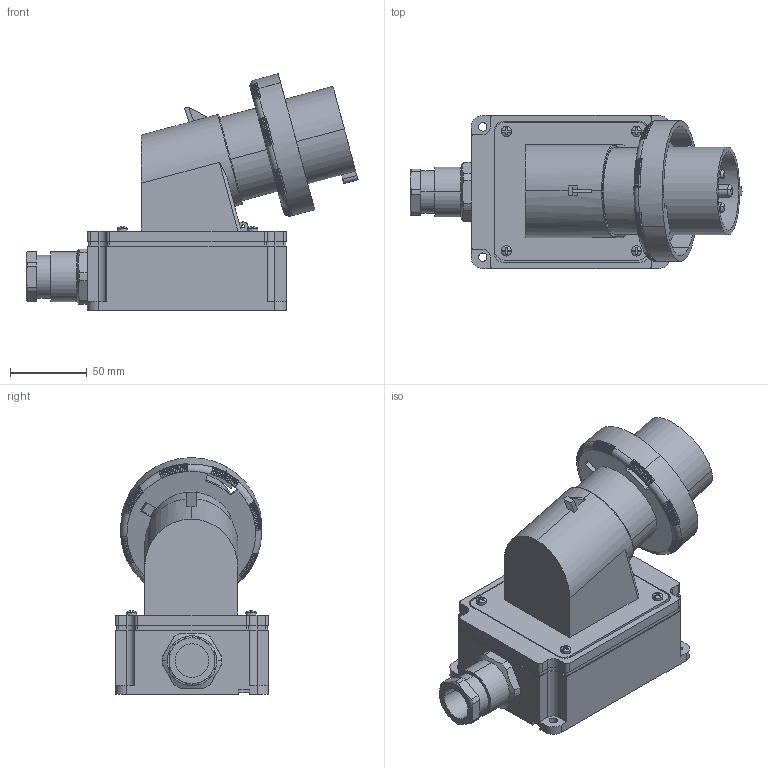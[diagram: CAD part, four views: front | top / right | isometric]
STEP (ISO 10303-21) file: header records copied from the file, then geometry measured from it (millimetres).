
FILE_DESCRIPTION(('Creo Elements/Direct Modeling STEP Export'),'2;1');
FILE_NAME('0ln7uvk4ap7a0hf1500','2017-05-18T14:40:04',(''),(''),'PTC Creo Elements/Direct Modeling STEP processor for AP214 (Solid Model)','PTC Creo Elements/Direct Modeling 19.0E 27-Jun-2016 (C) Parametric Technology GmbH','');
FILE_SCHEMA(('AUTOMOTIVE_DESIGN { 1 0 10303 214 1 1 1 1 }'));
Products named in the file (2): PEW_3233_SM
Assembly tree (1 placements, depth 2):
  PEW_3233_SM
    PEW_3233_SM
Bounding box: 216.68 x 100 x 154.57 mm (x, y, z)
Volume: 971881.9 mm3; surface area: 156731.4 mm2
Topology: 1 solids, 1 shells, 1809 faces, 5043 edges, 3074 vertices
Faces by surface type: plane 910, torus 414, cylinder 379, cone 80, bspline 22, extrusion 4
Entity records: 102123 total; most frequent: CARTESIAN_POINT 48594, ORIENTED_EDGE 9678, DIRECTION 7525, EDGE_CURVE 4839, VERTEX_POINT 3074, AXIS2_PLACEMENT_3D 2675, VECTOR 2175, LINE 2171
